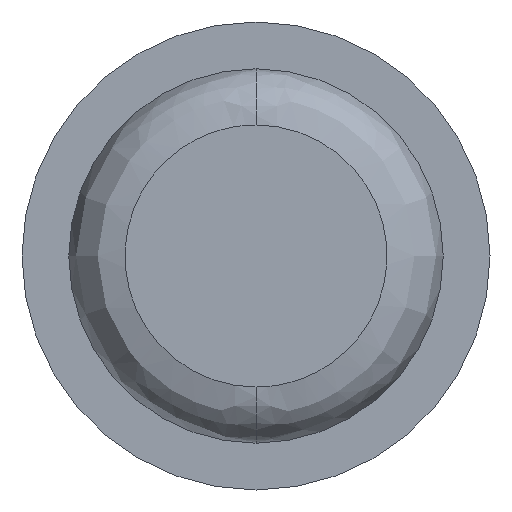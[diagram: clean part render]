
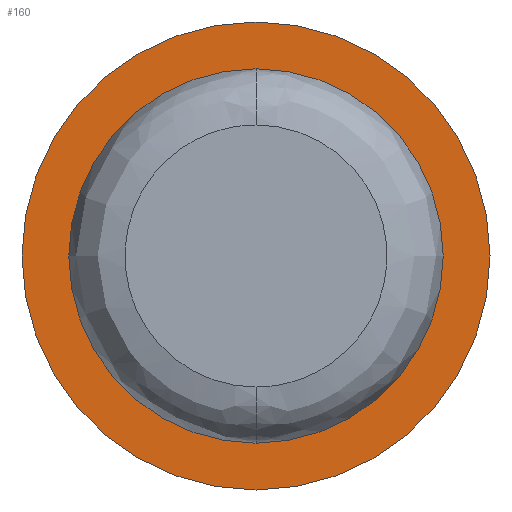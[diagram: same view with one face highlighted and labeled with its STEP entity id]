
A CAD part, front view. The second image highlights one B-rep face of the part: STEP entity #160.
In plain terms, the highlighted planar face has unit normal (0, -1, 0).
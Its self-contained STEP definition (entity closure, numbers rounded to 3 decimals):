
#4=DIRECTION ( 'NONE',  ( 0., 1., 0. ) ) ;
#7=DIRECTION ( 'NONE',  ( 0., 0., 1. ) ) ;
#8=CIRCLE ( 'NONE', #127, 1.25 ) ;
#11=DIRECTION ( 'NONE',  ( 0., -1., 0. ) ) ;
#12=EDGE_CURVE ( 'NONE', #347, #241, #137, .T. ) ;
#18=EDGE_CURVE ( 'NONE', #241, #347, #137, .T. ) ;
#28=VERTEX_POINT ( 'NONE', #210 ) ;
#82=ORIENTED_EDGE ( 'NONE', *, *, #18, .F. ) ;
#83=AXIS2_PLACEMENT_3D ( 'NONE', #205, #11, #7 ) ;
#102=FACE_BOUND ( 'NONE', #259, .T. ) ;
#107=DIRECTION ( 'NONE',  ( 0., 0., 1. ) ) ;
#127=AXIS2_PLACEMENT_3D ( 'NONE', #205, #4, #7 ) ;
#135=FACE_OUTER_BOUND ( 'NONE', #308, .T. ) ;
#136=CARTESIAN_POINT ( 'NONE',  ( 0., -2., 1. ) ) ;
#137=CIRCLE ( 'NONE', #83, 1. ) ;
#160=ADVANCED_FACE ( 'NONE', ( #102, #135 ), #224, .F. ) ;
#200=CARTESIAN_POINT ( 'NONE',  ( 0., -2., 1.25 ) ) ;
#205=CARTESIAN_POINT ( 'NONE',  ( 0., -2., 0. ) ) ;
#210=CARTESIAN_POINT ( 'NONE',  ( 0., -2., -1.25 ) ) ;
#224=PLANE ( 'NONE',  #235 ) ;
#228=EDGE_CURVE ( 'NONE', #297, #28, #8, .T. ) ;
#235=AXIS2_PLACEMENT_3D ( 'NONE', #361, #4, #107 ) ;
#241=VERTEX_POINT ( 'NONE', #136 ) ;
#259=EDGE_LOOP ( 'NONE', ( #82, #358 ) ) ;
#260=ORIENTED_EDGE ( 'NONE', *, *, #228, .F. ) ;
#297=VERTEX_POINT ( 'NONE', #200 ) ;
#308=EDGE_LOOP ( 'NONE', ( #260, #326 ) ) ;
#326=ORIENTED_EDGE ( 'NONE', *, *, #344, .F. ) ;
#333=CARTESIAN_POINT ( 'NONE',  ( 0., -2., -1. ) ) ;
#344=EDGE_CURVE ( 'NONE', #28, #297, #8, .T. ) ;
#347=VERTEX_POINT ( 'NONE', #333 ) ;
#358=ORIENTED_EDGE ( 'NONE', *, *, #12, .F. ) ;
#361=CARTESIAN_POINT ( 'NONE',  ( 1.25, -2., 0. ) ) ;
